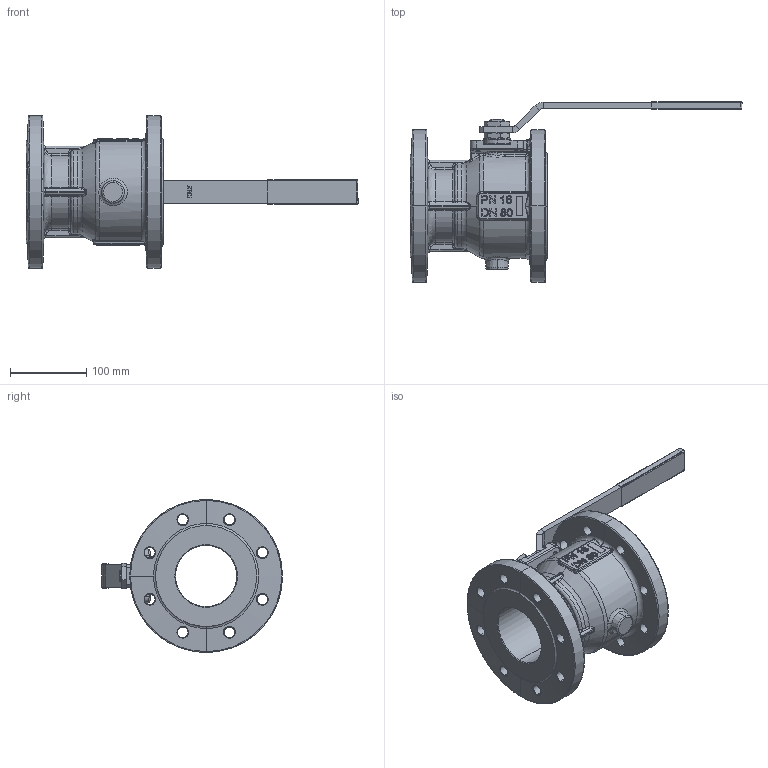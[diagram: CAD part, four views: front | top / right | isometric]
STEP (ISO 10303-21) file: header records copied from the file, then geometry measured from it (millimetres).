
FILE_DESCRIPTION (( 'STEP AP203' ), '1' );
FILE_NAME ('73000014.STEP', '2008-09-03T11:09:50', ( '.' ), ( '.' ), 'SwSTEP 2.0', 'SolidWorks 2007', '' );
FILE_SCHEMA (( 'CONFIG_CONTROL_DESIGN' ));
Products named in the file (1): 73000014
Bounding box: 435 x 237 x 200 mm (x, y, z)
Volume: 2227982.4 mm3; surface area: 297859.7 mm2
Topology: 2 solids, 2 shells, 1122 faces, 2859 edges, 1755 vertices
Faces by surface type: bspline 378, plane 324, cylinder 254, cone 149, torus 17
Entity records: 59714 total; most frequent: CARTESIAN_POINT 35413, ORIENTED_EDGE 5690, DIRECTION 4095, EDGE_CURVE 2845, VERTEX_POINT 1755, AXIS2_PLACEMENT_3D 1440, VECTOR 1215, LINE 1215
